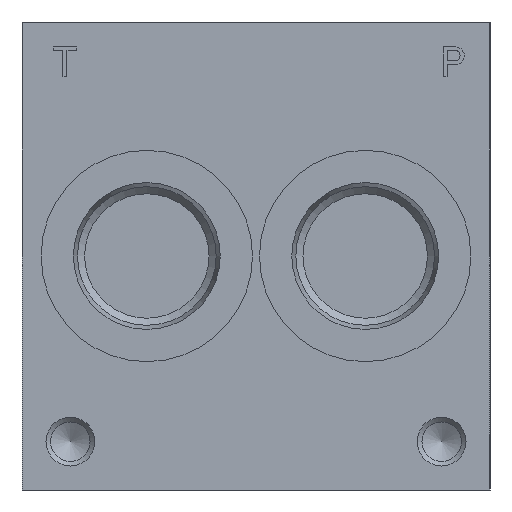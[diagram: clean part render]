
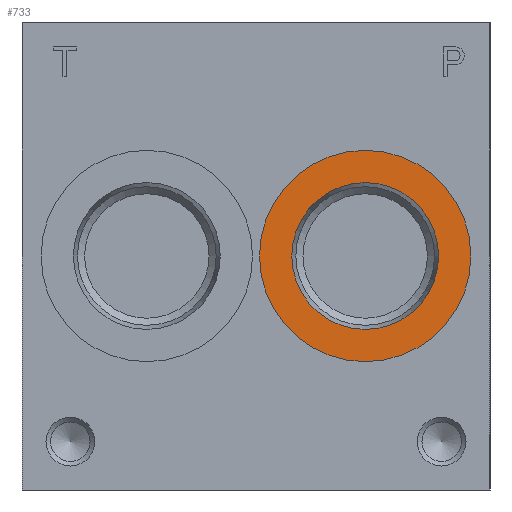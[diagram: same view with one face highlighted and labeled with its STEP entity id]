
A CAD part, left-side view. The second image highlights one B-rep face of the part: STEP entity #733.
In plain terms, the highlighted planar face has unit normal (-1, 0, 0).
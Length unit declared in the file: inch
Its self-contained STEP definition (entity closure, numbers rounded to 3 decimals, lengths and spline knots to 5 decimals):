
#733 = ADVANCED_FACE( '', ( #1814, #1815 ), #1816, .T. );
#1814 = FACE_BOUND( '', #3282, .T. );
#1815 = FACE_OUTER_BOUND( '', #3283, .T. );
#1816 = PLANE( '', #3284 );
#3282 = EDGE_LOOP( '', ( #5340 ) );
#3283 = EDGE_LOOP( '', ( #5341 ) );
#3284 = AXIS2_PLACEMENT_3D( '', #5342, #5343, #5344 );
#5340 = ORIENTED_EDGE( '', *, *, #8212, .T. );
#5341 = ORIENTED_EDGE( '', *, *, #8332, .F. );
#5342 = CARTESIAN_POINT( '', ( 0.031, 1.4775, 1.5 ) );
#5343 = DIRECTION( '', ( -1., 0., 0. ) );
#5344 = DIRECTION( '', ( 0., 0., 1. ) );
#8212 = EDGE_CURVE( '', #9881, #9881, #9882, .T. );
#8332 = EDGE_CURVE( '', #10069, #10069, #10070, .T. );
#9881 = VERTEX_POINT( '', #12115 );
#9882 = CIRCLE( '', #12116, 0.4705 );
#10069 = VERTEX_POINT( '', #12362 );
#10070 = CIRCLE( '', #12363, 0.6775 );
#12115 = CARTESIAN_POINT( '', ( 0.031, 0.8, 1.0295 ) );
#12116 = AXIS2_PLACEMENT_3D( '', #14250, #14251, #14252 );
#12362 = CARTESIAN_POINT( '', ( 0.031, 0.8, 0.8225 ) );
#12363 = AXIS2_PLACEMENT_3D( '', #14387, #14388, #14389 );
#14250 = CARTESIAN_POINT( '', ( 0.031, 0.8, 1.5 ) );
#14251 = DIRECTION( '', ( 1., 0., 0. ) );
#14252 = DIRECTION( '', ( 0., 0., -1. ) );
#14387 = CARTESIAN_POINT( '', ( 0.031, 0.8, 1.5 ) );
#14388 = DIRECTION( '', ( 1., 0., 0. ) );
#14389 = DIRECTION( '', ( 0., 0., -1. ) );
